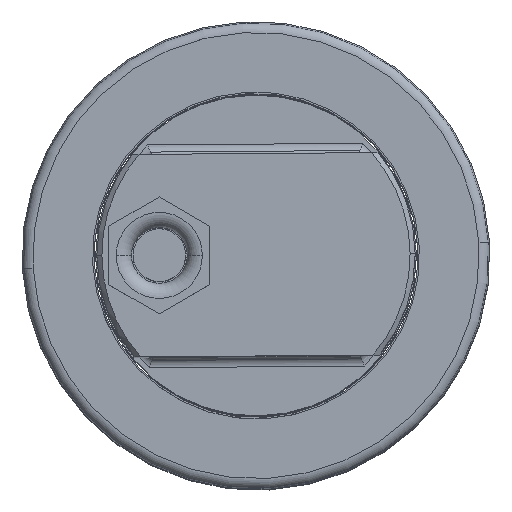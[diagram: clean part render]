
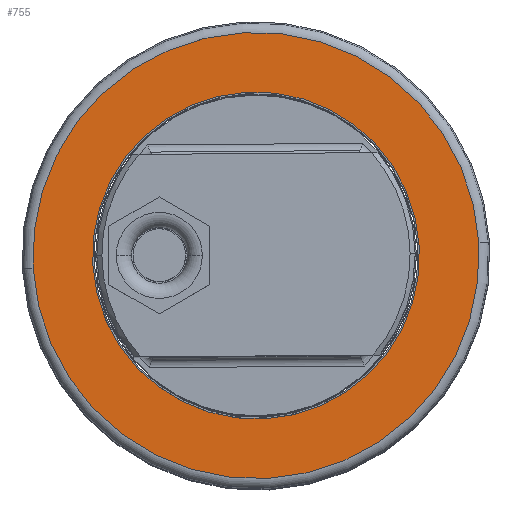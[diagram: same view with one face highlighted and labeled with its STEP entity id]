
A CAD part, top view. The second image highlights one B-rep face of the part: STEP entity #755.
In plain terms, the highlighted face is planar.
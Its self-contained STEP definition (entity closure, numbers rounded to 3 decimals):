
#755=ADVANCED_FACE('105:2541',(#1685,#1686),#1687,.T.);
#1685=FACE_OUTER_BOUND('',#2835,.T.);
#1686=FACE_BOUND('',#2836,.T.);
#1687=PLANE('',#2837);
#2835=EDGE_LOOP('',(#4653,#4654));
#2836=EDGE_LOOP('',(#4655,#4656));
#2837=AXIS2_PLACEMENT_3D('',#4657,#4658,#4659);
#4653=ORIENTED_EDGE('',*,*,#6912,.T.);
#4654=ORIENTED_EDGE('',*,*,#6587,.T.);
#4655=ORIENTED_EDGE('',*,*,#6900,.F.);
#4656=ORIENTED_EDGE('',*,*,#7037,.F.);
#4657=CARTESIAN_POINT('',(142.349,156.418,0.0));
#4658=DIRECTION('',(1.0,0.0,0.0));
#4659=DIRECTION('',(0.0,1.0,-0.0));
#6587=EDGE_CURVE('',#7807,#7805,#7808,.T.);
#6900=EDGE_CURVE('105:2841',#8303,#8298,#8305,.T.);
#6912=EDGE_CURVE('105:2811',#7805,#7807,#8323,.T.);
#7037=EDGE_CURVE('',#8298,#8303,#8512,.T.);
#7805=VERTEX_POINT('',#9418);
#7807=VERTEX_POINT('',#9420);
#7808=CIRCLE('',#9421,22.045);
#8298=VERTEX_POINT('',#10082);
#8303=VERTEX_POINT('',#10088);
#8305=CIRCLE('',#10091,16.15);
#8323=CIRCLE('',#10109,22.045);
#8512=CIRCLE('',#10381,16.15);
#9418=CARTESIAN_POINT('',(142.349,137.32,-22.045));
#9420=CARTESIAN_POINT('',(142.349,137.32,22.045));
#9421=AXIS2_PLACEMENT_3D('',#11552,#11553,#11554);
#10082=CARTESIAN_POINT('',(142.349,153.47,0.));
#10088=CARTESIAN_POINT('',(142.349,121.17,0.0));
#10091=AXIS2_PLACEMENT_3D('',#12169,#12170,#12171);
#10109=AXIS2_PLACEMENT_3D('',#12196,#12197,#12198);
#10381=AXIS2_PLACEMENT_3D('',#12420,#12421,#12422);
#11552=CARTESIAN_POINT('',(142.349,137.32,0.0));
#11553=DIRECTION('',(1.0,0.0,0.0));
#11554=DIRECTION('',(0.0,1.0,0.0));
#12169=CARTESIAN_POINT('',(142.349,137.32,0.0));
#12170=DIRECTION('',(1.0,0.0,0.0));
#12171=DIRECTION('',(0.0,1.0,0.0));
#12196=CARTESIAN_POINT('',(142.349,137.32,0.0));
#12197=DIRECTION('',(1.0,0.0,0.0));
#12198=DIRECTION('',(0.0,1.0,0.0));
#12420=CARTESIAN_POINT('',(142.349,137.32,0.0));
#12421=DIRECTION('',(1.0,0.0,0.0));
#12422=DIRECTION('',(0.0,1.0,0.0));
